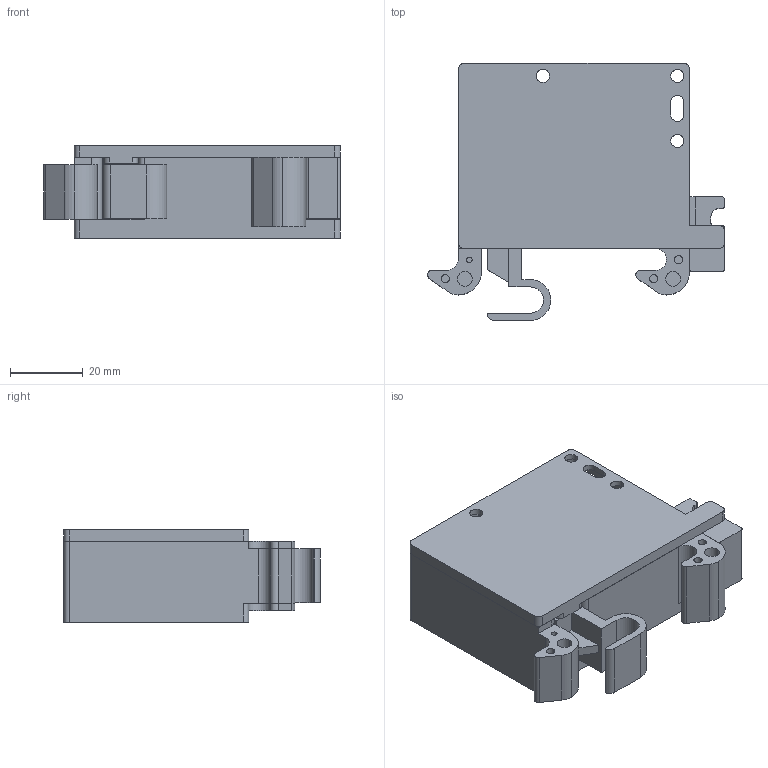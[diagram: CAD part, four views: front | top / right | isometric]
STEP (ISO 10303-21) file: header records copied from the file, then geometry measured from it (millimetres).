
FILE_DESCRIPTION((''),'2;1');
FILE_NAME('2C12791_ASM','2022-06-28T13:11:31',('E9920288'),(''),'CREO PARAMETRIC BY PTC INC, 2020281','CREO PARAMETRIC BY PTC INC, 2020281','');
FILE_SCHEMA(('CONFIG_CONTROL_DESIGN','SHAPE_APPEARANCE_LAYERS_GROUPS'));
Length unit declared in the file: inch
Products named in the file (5): 4225B24H05; 1B92711; 4225B51H03; 4225B91; 2C12791_ASM
Assembly tree (4 placements, depth 2):
  2C12791_ASM
    4225B24H05
    1B92711
    4225B51H03
    4225B91
Bounding box: 81.44 x 70.48 x 25.4 mm (x, y, z)
Volume: 40141.9 mm3; surface area: 30784 mm2
Topology: 4 solids, 4 shells, 395 faces, 1013 edges, 662 vertices
Faces by surface type: plane 205, cylinder 160, cone 30
Entity records: 15313 total; most frequent: DIRECTION 2174, CARTESIAN_POINT 2077, ORIENTED_EDGE 2022, PRESENTATION_STYLE_ASSIGNMENT 1015, STYLED_ITEM 1015, CURVE_STYLE 1011, EDGE_CURVE 1011, AXIS2_PLACEMENT_3D 759
